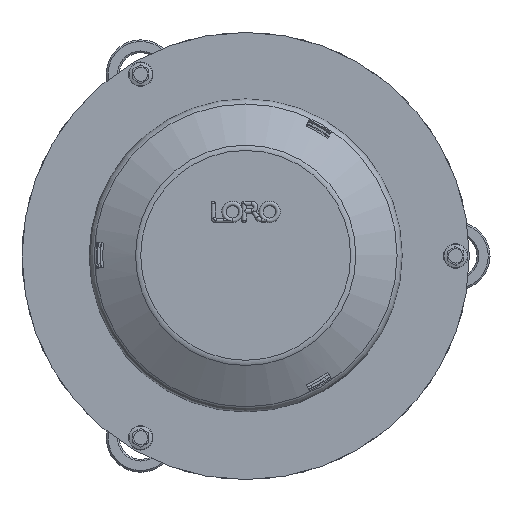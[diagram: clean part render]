
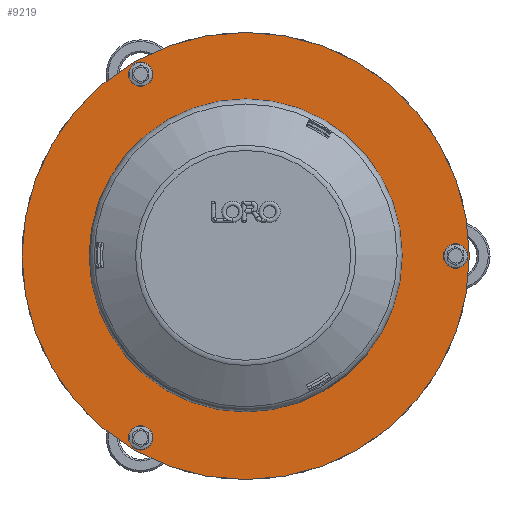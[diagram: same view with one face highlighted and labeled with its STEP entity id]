
A CAD part, top view. The second image highlights one B-rep face of the part: STEP entity #9219.
In plain terms, the highlighted planar face has unit normal (0, 0, 1).
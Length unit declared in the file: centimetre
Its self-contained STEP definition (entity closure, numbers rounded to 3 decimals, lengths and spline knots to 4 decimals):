
#1870=FACE_BOUND('',#2662,.T.);
#1871=FACE_BOUND('',#2663,.T.);
#1872=FACE_BOUND('',#2664,.T.);
#1873=FACE_BOUND('',#2665,.T.);
#2157=FACE_OUTER_BOUND('',#2661,.T.);
#2661=EDGE_LOOP('',(#6659));
#2662=EDGE_LOOP('',(#6660));
#2663=EDGE_LOOP('',(#6661));
#2664=EDGE_LOOP('',(#6662));
#2665=EDGE_LOOP('',(#6663));
#3295=CIRCLE('',#9858,4.);
#3297=CIRCLE('',#9861,84.5);
#3299=CIRCLE('',#9864,4.);
#3301=CIRCLE('',#9867,4.);
#3303=CIRCLE('',#9870,130.);
#3883=VERTEX_POINT('',#14355);
#3885=VERTEX_POINT('',#14361);
#3887=VERTEX_POINT('',#14367);
#3889=VERTEX_POINT('',#14373);
#3891=VERTEX_POINT('',#14379);
#4916=EDGE_CURVE('',#3883,#3883,#3295,.T.);
#4919=EDGE_CURVE('',#3885,#3885,#3297,.T.);
#4922=EDGE_CURVE('',#3887,#3887,#3299,.T.);
#4925=EDGE_CURVE('',#3889,#3889,#3301,.T.);
#4928=EDGE_CURVE('',#3891,#3891,#3303,.T.);
#6659=ORIENTED_EDGE('',*,*,#4928,.T.);
#6660=ORIENTED_EDGE('',*,*,#4919,.F.);
#6661=ORIENTED_EDGE('',*,*,#4925,.T.);
#6662=ORIENTED_EDGE('',*,*,#4922,.T.);
#6663=ORIENTED_EDGE('',*,*,#4916,.T.);
#8754=PLANE('',#9872);
#9219=ADVANCED_FACE('',(#2157,#1870,#1871,#1872,#1873),#8754,.T.);
#9858=AXIS2_PLACEMENT_3D('',#14357,#11319,#11320);
#9861=AXIS2_PLACEMENT_3D('',#14363,#11326,#11327);
#9864=AXIS2_PLACEMENT_3D('',#14369,#11333,#11334);
#9867=AXIS2_PLACEMENT_3D('',#14375,#11340,#11341);
#9870=AXIS2_PLACEMENT_3D('',#14381,#11347,#11348);
#9872=AXIS2_PLACEMENT_3D('',#14383,#11351,#11352);
#11319=DIRECTION('center_axis',(0.,0.,
-1.));
#11320=DIRECTION('ref_axis',(0.,-1.,0.));
#11326=DIRECTION('center_axis',(0.,0.,1.));
#11327=DIRECTION('ref_axis',(0.,1.,0.));
#11333=DIRECTION('center_axis',(0.,0.,
-1.));
#11334=DIRECTION('ref_axis',(0.,1.,0.));
#11340=DIRECTION('center_axis',(0.,0.,
-1.));
#11341=DIRECTION('ref_axis',(0.,1.,0.));
#11347=DIRECTION('center_axis',(0.,0.,
1.));
#11348=DIRECTION('ref_axis',(0.,1.,0.));
#11351=DIRECTION('center_axis',(0.,0.,
1.));
#11352=DIRECTION('ref_axis',(1.,0.,0.));
#14355=CARTESIAN_POINT('',(-61.,-101.6551,25.5));
#14357=CARTESIAN_POINT('Origin',(-61.,-105.6551,25.5));
#14361=CARTESIAN_POINT('',(0.,-84.5,25.5));
#14363=CARTESIAN_POINT('Origin',(0.,0.,
25.5));
#14367=CARTESIAN_POINT('',(122.,-4.,25.5));
#14369=CARTESIAN_POINT('Origin',(122.,0.,25.5));
#14373=CARTESIAN_POINT('',(-61.,101.6551,25.5));
#14375=CARTESIAN_POINT('Origin',(-61.,105.6551,25.5));
#14379=CARTESIAN_POINT('',(0.,-130.,25.5));
#14381=CARTESIAN_POINT('Origin',(0.,0.,
25.5));
#14383=CARTESIAN_POINT('Origin',(0.,0.,
25.5));
